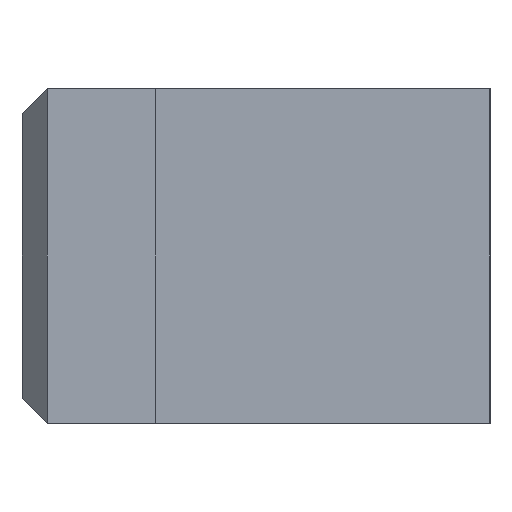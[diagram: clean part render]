
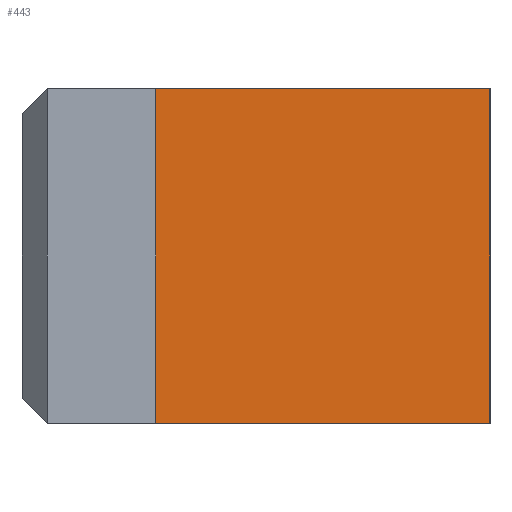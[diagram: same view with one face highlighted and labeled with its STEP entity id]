
A CAD part, left-side view. The second image highlights one B-rep face of the part: STEP entity #443.
In plain terms, the highlighted planar face has unit normal (-1, 0, 0).
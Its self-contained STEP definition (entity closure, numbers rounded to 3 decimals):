
#1 = DIRECTION ( 'NONE',  ( 0., 1., 0. ) ) ;
#41 = VECTOR ( 'NONE', #726, 1000. ) ;
#59 = VECTOR ( 'NONE', #547, 1000. ) ;
#61 = DIRECTION ( 'NONE',  ( 0., 0., -1. ) ) ;
#118 = PLANE ( 'NONE',  #516 ) ;
#121 = VERTEX_POINT ( 'NONE', #871 ) ;
#176 = FACE_OUTER_BOUND ( 'NONE', #426, .T. ) ;
#181 = VECTOR ( 'NONE', #1, 1000. ) ;
#186 = CARTESIAN_POINT ( 'NONE',  ( -97.5, 20., 10. ) ) ;
#252 = LINE ( 'NONE', #186, #41 ) ;
#283 = ORIENTED_EDGE ( 'NONE', *, *, #597, .T. ) ;
#343 = VECTOR ( 'NONE', #571, 1000. ) ;
#345 = EDGE_CURVE ( 'NONE', #537, #708, #646, .T. ) ;
#406 = LINE ( 'NONE', #539, #59 ) ;
#408 = CARTESIAN_POINT ( 'NONE',  ( -97.5, -40.311, -10. ) ) ;
#422 = CARTESIAN_POINT ( 'NONE',  ( -97.5, 20., -10. ) ) ;
#426 = EDGE_LOOP ( 'NONE', ( #846, #283, #586, #659 ) ) ;
#443 = ADVANCED_FACE ( 'NONE', ( #176 ), #118, .F. ) ;
#512 = DIRECTION ( 'NONE',  ( 1., 0., 0. ) ) ;
#516 = AXIS2_PLACEMENT_3D ( 'NONE', #869, #512, #61 ) ;
#517 = CARTESIAN_POINT ( 'NONE',  ( -97.5, -40.311, 10. ) ) ;
#532 = LINE ( 'NONE', #408, #181 ) ;
#534 = EDGE_CURVE ( 'NONE', #121, #679, #532, .T. ) ;
#537 = VERTEX_POINT ( 'NONE', #762 ) ;
#539 = CARTESIAN_POINT ( 'NONE',  ( -97.5, 0., 10. ) ) ;
#547 = DIRECTION ( 'NONE',  ( 0., 0., 1. ) ) ;
#571 = DIRECTION ( 'NONE',  ( 0., 1., 0. ) ) ;
#586 = ORIENTED_EDGE ( 'NONE', *, *, #345, .T. ) ;
#597 = EDGE_CURVE ( 'NONE', #121, #537, #406, .T. ) ;
#646 = LINE ( 'NONE', #517, #343 ) ;
#658 = CARTESIAN_POINT ( 'NONE',  ( -97.5, 20., 10. ) ) ;
#659 = ORIENTED_EDGE ( 'NONE', *, *, #743, .T. ) ;
#679 = VERTEX_POINT ( 'NONE', #422 ) ;
#708 = VERTEX_POINT ( 'NONE', #658 ) ;
#726 = DIRECTION ( 'NONE',  ( 0., 0., -1. ) ) ;
#743 = EDGE_CURVE ( 'NONE', #708, #679, #252, .T. ) ;
#762 = CARTESIAN_POINT ( 'NONE',  ( -97.5, 0., 10. ) ) ;
#846 = ORIENTED_EDGE ( 'NONE', *, *, #534, .F. ) ;
#869 = CARTESIAN_POINT ( 'NONE',  ( -97.5, -40.311, 10. ) ) ;
#871 = CARTESIAN_POINT ( 'NONE',  ( -97.5, 0., -10. ) ) ;
